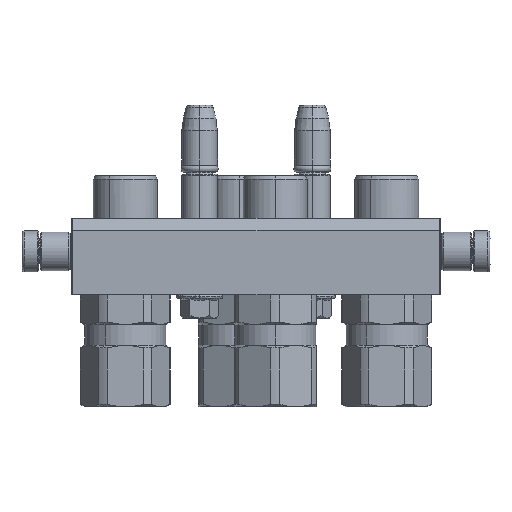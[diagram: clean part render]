
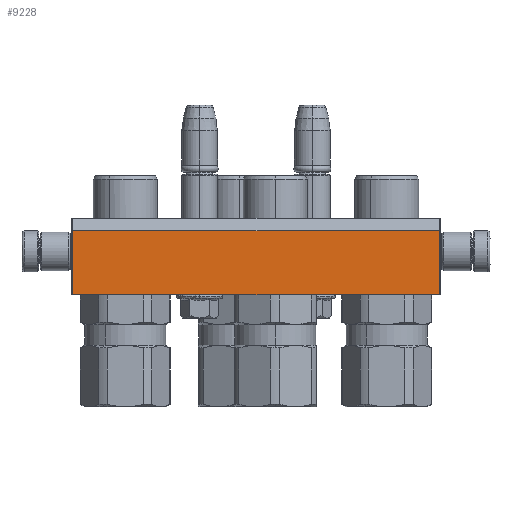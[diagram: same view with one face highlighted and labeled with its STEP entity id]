
A CAD part, left-side view. The second image highlights one B-rep face of the part: STEP entity #9228.
In plain terms, the highlighted face is planar.
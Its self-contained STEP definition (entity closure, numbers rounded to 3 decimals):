
#1008 = PLANE ( 'NONE',  #43295 ) ;
#3616 = VECTOR ( 'NONE', #51621, 1000. ) ;
#5381 = VERTEX_POINT ( 'NONE', #20826 ) ;
#9228 = ADVANCED_FACE ( 'NONE', ( #45010 ), #1008, .T. ) ;
#10284 = EDGE_CURVE ( 'NONE', #51260, #18286, #21186, .T. ) ;
#11427 = CARTESIAN_POINT ( 'NONE',  ( 143.5, 5., -90. ) ) ;
#11922 = EDGE_CURVE ( 'NONE', #18286, #41707, #15490, .T. ) ;
#11958 = CARTESIAN_POINT ( 'NONE',  ( 143.5, 5., -90. ) ) ;
#15264 = CARTESIAN_POINT ( 'NONE',  ( 0.5, 5., -90. ) ) ;
#15490 = LINE ( 'NONE', #24362, #3616 ) ;
#17644 = CARTESIAN_POINT ( 'NONE',  ( 0.5, 30., -90. ) ) ;
#18286 = VERTEX_POINT ( 'NONE', #49648 ) ;
#20826 = CARTESIAN_POINT ( 'NONE',  ( 0.5, 5., -90. ) ) ;
#21186 = LINE ( 'NONE', #11427, #26787 ) ;
#24362 = CARTESIAN_POINT ( 'NONE',  ( 143.5, 30., -90. ) ) ;
#24902 = VECTOR ( 'NONE', #37795, 1000. ) ;
#26787 = VECTOR ( 'NONE', #34396, 1000. ) ;
#27048 = EDGE_LOOP ( 'NONE', ( #55407, #36032, #55275, #48465 ) ) ;
#27329 = DIRECTION ( 'NONE',  ( 0., 0., -1. ) ) ;
#27487 = EDGE_CURVE ( 'NONE', #51260, #5381, #36703, .T. ) ;
#32181 = CARTESIAN_POINT ( 'NONE',  ( 144., 0., -90. ) ) ;
#32832 = EDGE_CURVE ( 'NONE', #5381, #41707, #48659, .T. ) ;
#34396 = DIRECTION ( 'NONE',  ( 0., 1., 0. ) ) ;
#36032 = ORIENTED_EDGE ( 'NONE', *, *, #10284, .F. ) ;
#36703 = LINE ( 'NONE', #41721, #24902 ) ;
#36764 = VECTOR ( 'NONE', #46435, 1000. ) ;
#37795 = DIRECTION ( 'NONE',  ( -1., 0., 0. ) ) ;
#41707 = VERTEX_POINT ( 'NONE', #17644 ) ;
#41721 = CARTESIAN_POINT ( 'NONE',  ( 143.5, 5., -90. ) ) ;
#43295 = AXIS2_PLACEMENT_3D ( 'NONE', #32181, #27329, #45444 ) ;
#45010 = FACE_OUTER_BOUND ( 'NONE', #27048, .T. ) ;
#45444 = DIRECTION ( 'NONE',  ( -1., 0., 0. ) ) ;
#46435 = DIRECTION ( 'NONE',  ( 0., 1., 0. ) ) ;
#48465 = ORIENTED_EDGE ( 'NONE', *, *, #32832, .T. ) ;
#48659 = LINE ( 'NONE', #15264, #36764 ) ;
#49648 = CARTESIAN_POINT ( 'NONE',  ( 143.5, 30., -90. ) ) ;
#51260 = VERTEX_POINT ( 'NONE', #11958 ) ;
#51621 = DIRECTION ( 'NONE',  ( -1., 0., 0. ) ) ;
#55275 = ORIENTED_EDGE ( 'NONE', *, *, #27487, .T. ) ;
#55407 = ORIENTED_EDGE ( 'NONE', *, *, #11922, .F. ) ;
